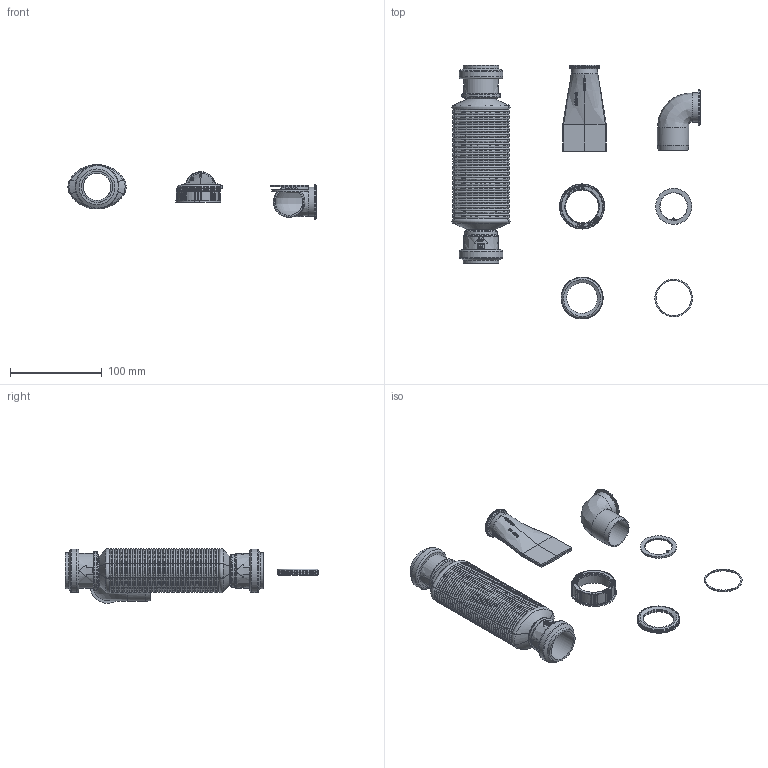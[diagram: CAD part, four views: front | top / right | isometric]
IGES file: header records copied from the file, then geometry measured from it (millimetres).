
Global section: file name: basin siphon; native system: AutoCAD 2016 - English; preprocessor: Autodesk Translation Framework DWG producer (atf_dwg_producer); organization: unknown; date: 20170321.150541; units: millimetre
Bounding box: 271.08 x 277.29 x 59.67 mm (x, y, z)
Volume: 263960.5 mm3; surface area: 147033 mm2
Topology: 15 solids, 15 shells, 2149 faces, 5742 edges, 3653 vertices
Faces by surface type: bspline 2149
